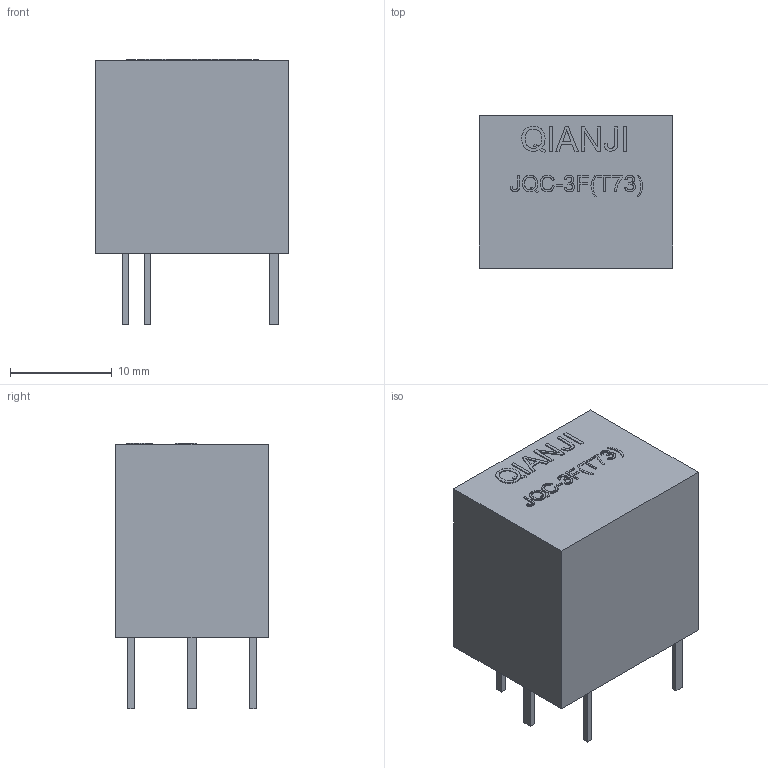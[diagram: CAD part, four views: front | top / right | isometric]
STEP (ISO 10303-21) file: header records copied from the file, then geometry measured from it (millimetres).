
FILE_DESCRIPTION(('FreeCAD Model'),'2;1');
FILE_NAME('Open CASCADE Shape Model','2021-12-01T07:35:01',('BT'),(''), 'Open CASCADE STEP processor 7.4','FreeCAD','Unknown');
FILE_SCHEMA(('AUTOMOTIVE_DESIGN { 1 0 10303 214 1 1 1 1 }'));
Length unit declared in the file: millimetre
Products named in the file (1): Relay_Qianji_3F
Bounding box: 19 x 15 x 26.1 mm (x, y, z)
Volume: 5431.6 mm3; surface area: 1968.5 mm2
Topology: 1 solids, 1 shells, 282 faces, 765 edges, 510 vertices
Faces by surface type: extrusion 147, plane 135
Entity records: 10982 total; most frequent: CARTESIAN_POINT 2440, ORIENTED_EDGE 1530, DIRECTION 890, EDGE_CURVE 765, VECTOR 618, VERTEX_POINT 510, LINE 471, B_SPLINE_CURVE_WITH_KNOTS 441
